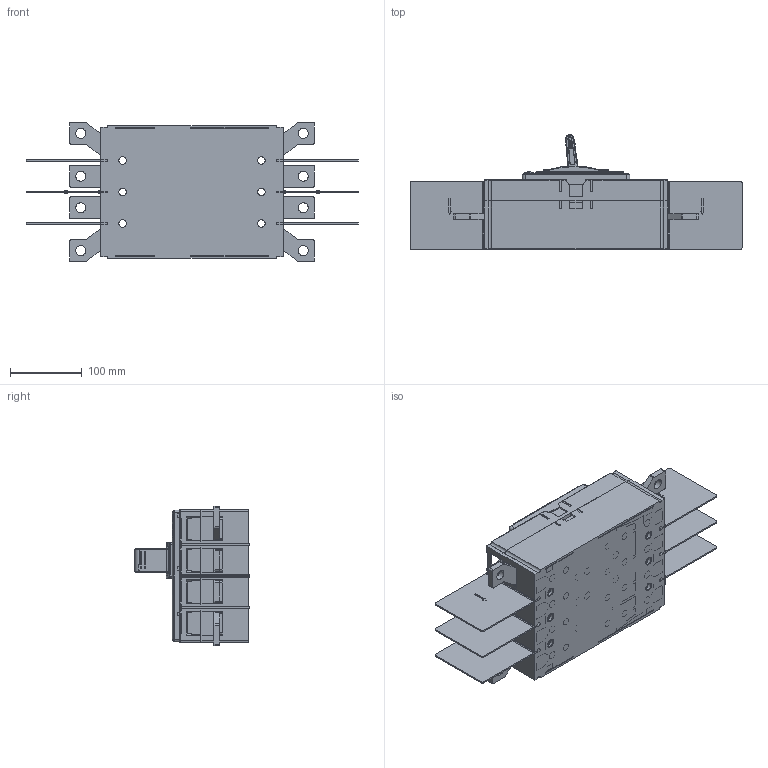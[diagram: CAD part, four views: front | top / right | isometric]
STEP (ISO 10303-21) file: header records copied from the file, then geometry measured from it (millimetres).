
FILE_DESCRIPTION(/* description */ (''),/* implementation_level */ '2;1');
FILE_NAME(/* name */ 'NXM-630 4P.stp',/* time_stamp */ '2017-04-07T18:47:33+08:00',/* author */ (''),/* organization */ (''),/* preprocessor_version */ 'ST-DEVELOPER v11',/* originating_system */ 'SIEMENS PLM Software NX 7.5',/* authorisation */ '');
FILE_SCHEMA (('CONFIG_CONTROL_DESIGN'));
Products named in the file (1): NXM-630 4P
Bounding box: 464 x 160.12 x 194.5 mm (x, y, z)
Volume: 4471787.5 mm3; surface area: 675916.3 mm2
Topology: 24 solids, 100 shells, 3289 faces, 8627 edges, 5646 vertices
Faces by surface type: plane 2227, cylinder 652, extrusion 235, torus 79, cone 43, bspline 32, sphere 21
Full cylindrical faces by diameter (mm): 3.2 x1, 4 x7, 4.5 x4, 5 x3, 6.41 x8, 8.5 x8, 10 x12, 10.5 x26, 11 x20, 13 x6, 14.5 x8, 22 x8, 26 x8
Entity records: 106346 total; most frequent: CARTESIAN_POINT 25769, ORIENTED_EDGE 16776, DIRECTION 15976, EDGE_CURVE 8388, VECTOR 6078, LINE 5843, VERTEX_POINT 5577, AXIS2_PLACEMENT_3D 4949
